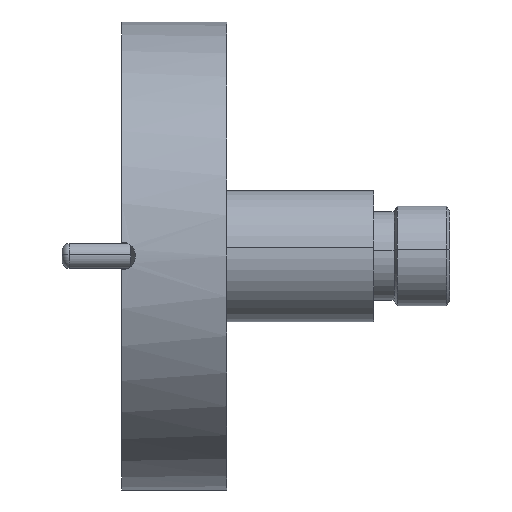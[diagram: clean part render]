
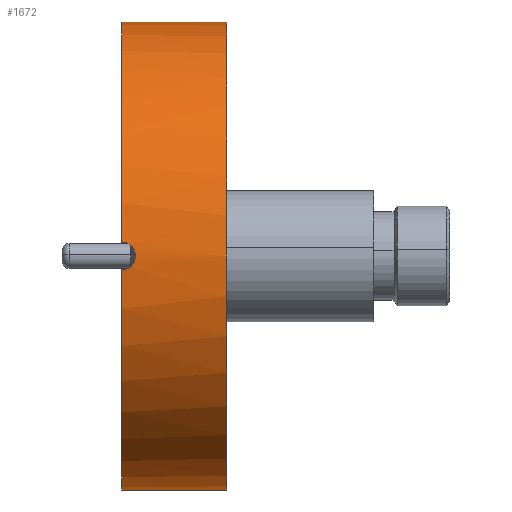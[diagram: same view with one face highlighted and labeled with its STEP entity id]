
A CAD part, left-side view. The second image highlights one B-rep face of the part: STEP entity #1672.
In plain terms, the highlighted cylindrical face has radius 16.9 mm (diameter 33.8 mm), a partial arc.
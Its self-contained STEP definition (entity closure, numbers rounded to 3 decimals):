
#9 = CIRCLE ( 'NONE', #1694, 16.9 ) ;
#21 = CARTESIAN_POINT ( 'NONE',  ( 0., 0., 0. ) ) ;
#109 = EDGE_LOOP ( 'NONE', ( #1408, #311, #1109, #1095, #839, #542 ) ) ;
#237 = VECTOR ( 'NONE', #678, 1000. ) ;
#292 = EDGE_CURVE ( 'NONE', #633, #1795, #1820, .T. ) ;
#293 = CARTESIAN_POINT ( 'NONE',  ( 0., 0., -16.9 ) ) ;
#305 = CARTESIAN_POINT ( 'NONE',  ( -16.87, 0., 1. ) ) ;
#311 = ORIENTED_EDGE ( 'NONE', *, *, #627, .T. ) ;
#315 = VECTOR ( 'NONE', #878, 1000. ) ;
#382 = VERTEX_POINT ( 'NONE', #1247 ) ;
#400 = CARTESIAN_POINT ( 'NONE',  ( -16.872, -0.262, 0.974 ) ) ;
#454 = DIRECTION ( 'NONE',  ( 0., 1., 0. ) ) ;
#465 = CARTESIAN_POINT ( 'NONE',  ( -16.87, 0., 1. ) ) ;
#479 = CARTESIAN_POINT ( 'NONE',  ( -16.87, 0., -1. ) ) ;
#542 = ORIENTED_EDGE ( 'NONE', *, *, #1387, .F. ) ;
#627 = EDGE_CURVE ( 'NONE', #633, #960, #1429, .T. ) ;
#633 = VERTEX_POINT ( 'NONE', #1794 ) ;
#655 = CARTESIAN_POINT ( 'NONE',  ( 0., 0., 0. ) ) ;
#678 = DIRECTION ( 'NONE',  ( 0., 1., 0. ) ) ;
#789 = CARTESIAN_POINT ( 'NONE',  ( -16.87, 0., -1. ) ) ;
#793 = CARTESIAN_POINT ( 'NONE',  ( -16.881, -0.615, 0.799 ) ) ;
#839 = ORIENTED_EDGE ( 'NONE', *, *, #1434, .T. ) ;
#840 = DIRECTION ( 'NONE',  ( 0., 0., 1. ) ) ;
#878 = DIRECTION ( 'NONE',  ( 0., 1., 0. ) ) ;
#902 = CARTESIAN_POINT ( 'NONE',  ( -16.877, -0.504, -0.873 ) ) ;
#960 = VERTEX_POINT ( 'NONE', #1211 ) ;
#1011 = VERTEX_POINT ( 'NONE', #789 ) ;
#1053 = DIRECTION ( 'NONE',  ( 0., 0., 1. ) ) ;
#1057 = CARTESIAN_POINT ( 'NONE',  ( -16.881, -0.614, -0.8 ) ) ;
#1074 = CARTESIAN_POINT ( 'NONE',  ( -16.898, -0.974, -0.261 ) ) ;
#1090 = CARTESIAN_POINT ( 'NONE',  ( -16.9, -1., -0.13 ) ) ;
#1095 = ORIENTED_EDGE ( 'NONE', *, *, #1871, .F. ) ;
#1108 = CYLINDRICAL_SURFACE ( 'NONE', #1473, 16.9 ) ;
#1109 = ORIENTED_EDGE ( 'NONE', *, *, #1155, .T. ) ;
#1114 = DIRECTION ( 'NONE',  ( 0., 0., 1. ) ) ;
#1155 = EDGE_CURVE ( 'NONE', #960, #382, #1406, .T. ) ;
#1209 = AXIS2_PLACEMENT_3D ( 'NONE', #655, #1678, #1053 ) ;
#1210 = CARTESIAN_POINT ( 'NONE',  ( -16.889, -0.801, -0.613 ) ) ;
#1211 = CARTESIAN_POINT ( 'NONE',  ( 0., -7.6, 16.9 ) ) ;
#1236 = CARTESIAN_POINT ( 'NONE',  ( -16.9, -1., 0.131 ) ) ;
#1247 = CARTESIAN_POINT ( 'NONE',  ( 0., 0., 16.9 ) ) ;
#1274 = CIRCLE ( 'NONE', #1209, 16.9 ) ;
#1281 = DIRECTION ( 'NONE',  ( 0., 0., 1. ) ) ;
#1343 = CARTESIAN_POINT ( 'NONE',  ( 0., -7.6, -16.9 ) ) ;
#1366 = CARTESIAN_POINT ( 'NONE',  ( -16.893, -0.874, -0.503 ) ) ;
#1387 = EDGE_CURVE ( 'NONE', #1795, #1011, #9, .T. ) ;
#1399 = CARTESIAN_POINT ( 'NONE',  ( -16.898, -0.974, 0.263 ) ) ;
#1406 = LINE ( 'NONE', #1703, #237 ) ;
#1408 = ORIENTED_EDGE ( 'NONE', *, *, #292, .F. ) ;
#1426 = CARTESIAN_POINT ( 'NONE',  ( -16.877, -0.504, 0.874 ) ) ;
#1429 = CIRCLE ( 'NONE', #1654, 16.9 ) ;
#1434 = EDGE_CURVE ( 'NONE', #1741, #1011, #1833, .T. ) ;
#1473 = AXIS2_PLACEMENT_3D ( 'NONE', #1482, #454, #1114 ) ;
#1482 = CARTESIAN_POINT ( 'NONE',  ( 0., -7.6, 0. ) ) ;
#1487 = CARTESIAN_POINT ( 'NONE',  ( -16.87, -0.132, 1. ) ) ;
#1496 = CARTESIAN_POINT ( 'NONE',  ( 0., -7.6, 0. ) ) ;
#1498 = CARTESIAN_POINT ( 'NONE',  ( -16.872, -0.262, -0.974 ) ) ;
#1534 = CARTESIAN_POINT ( 'NONE',  ( -16.893, -0.874, 0.503 ) ) ;
#1547 = FACE_OUTER_BOUND ( 'NONE', #109, .T. ) ;
#1654 = AXIS2_PLACEMENT_3D ( 'NONE', #1496, #1716, #1281 ) ;
#1672 = ADVANCED_FACE ( 'NONE', ( #1547 ), #1108, .T. ) ;
#1673 = CARTESIAN_POINT ( 'NONE',  ( -16.889, -0.799, 0.615 ) ) ;
#1678 = DIRECTION ( 'NONE',  ( 0., 1., 0. ) ) ;
#1694 = AXIS2_PLACEMENT_3D ( 'NONE', #21, #1878, #840 ) ;
#1703 = CARTESIAN_POINT ( 'NONE',  ( 0., -7.6, 16.9 ) ) ;
#1716 = DIRECTION ( 'NONE',  ( 0., 1., 0. ) ) ;
#1741 = VERTEX_POINT ( 'NONE', #305 ) ;
#1794 = CARTESIAN_POINT ( 'NONE',  ( 0., -7.6, -16.9 ) ) ;
#1795 = VERTEX_POINT ( 'NONE', #293 ) ;
#1820 = LINE ( 'NONE', #1343, #315 ) ;
#1829 = CARTESIAN_POINT ( 'NONE',  ( -16.87, -0.132, -1. ) ) ;
#1833 = B_SPLINE_CURVE_WITH_KNOTS ( 'NONE', 3,
 ( #465, #1487, #400, #1426, #793, #1673, #1534, #1399, #1236, #1090, #1074, #1366, #1210, #1057, #902, #1498, #1829, #479 ),
 .UNSPECIFIED., .F., .F.,
 ( 4, 2, 2, 2, 2, 2, 2, 2, 4 ),
 ( 0., 0., 0.001, 0.001, 0.002, 0.002, 0.002, 0.003, 0.003 ),
 .UNSPECIFIED. ) ;
#1871 = EDGE_CURVE ( 'NONE', #1741, #382, #1274, .T. ) ;
#1878 = DIRECTION ( 'NONE',  ( 0., 1., 0. ) ) ;
